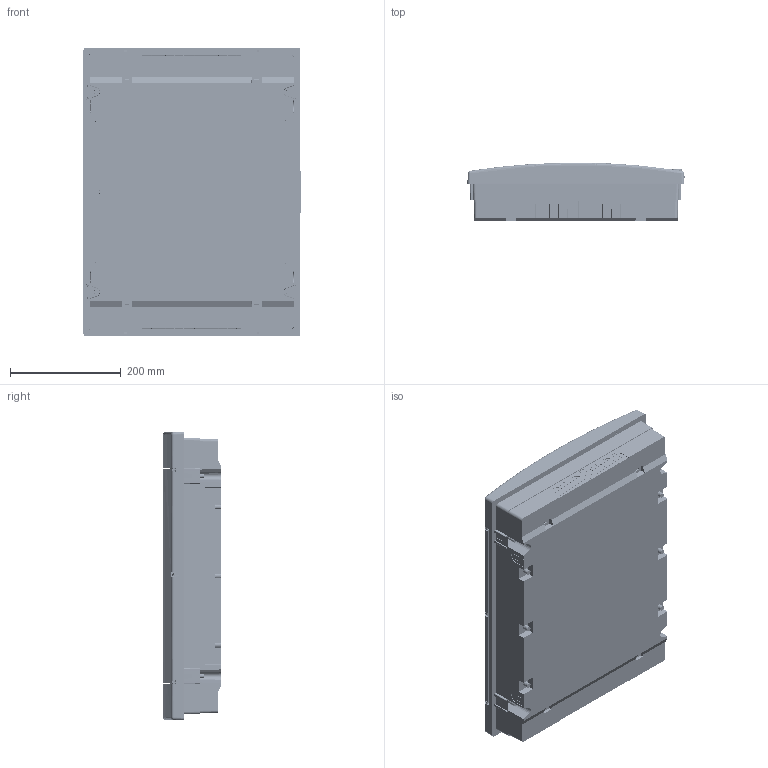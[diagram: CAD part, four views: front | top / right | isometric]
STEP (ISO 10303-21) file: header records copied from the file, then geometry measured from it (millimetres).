
FILE_DESCRIPTION((''),'2;1');
FILE_NAME('001101319_ECM_3X_18PO_MEDIA_MOD_ASM','2024-08-12T14:46:00',('klemen.sitar'),('Audax d.o.o.'),'CREO PARAMETRIC BY PTC INC, 2021304','CREO PARAMETRIC BY PTC INC, 2021304','');
FILE_SCHEMA(('AP242_MANAGED_MODEL_BASED_3D_ENGINEERING_MIM_LF { 1 0 10303 442 1 1 4 }'));
Products named in the file (24): FRONT_ECM_3X18_1; GNIAZDKO_PART_A_1; AS-C_4X10_1; AW-R_4_1; AN-H_4_1; GNIAZDKO_PART_B_1; AS-C_4X16_1; GNIAZDKO_ASM_1_ASM; SCREW_M4X8_1_1; SCREW_M4X16_1_2_1; ETI_LOGO_1_2_3_4_5_1_1; ETI_LOGO_1_2_3_4_5_2_1; ETI_LOGO_1_2_3_4_5_3_1; ETI_LOGO_1_2_3_4_5_ASM_1_ASM; ECM_3X18_PO_MEDIA_MOD_ASM_1_ASM; KUCISTE_U3X18C_1_1; VRATA__U3X18C__1_1; U3X18C_1_ASM_1_ASM_1_ASM; U3X18C_ASM_1_ASM_1_ASM; ECM_3X18_PO_ASM_1_ASM; 001101319_3DFILE_ASM_1_ASM; ASM0001_ASM_1_ASM; PM-PER_2X18_RJ_1; 001101319_ECM_3X_18PO_MEDIA_MOD_ASM
Assembly tree (34 placements, depth 7):
  001101319_ECM_3X_18PO_MEDIA_MOD_ASM
    ASM0001_ASM_1_ASM
      001101319_3DFILE_ASM_1_ASM
        ECM_3X18_PO_MEDIA_MOD_ASM_1_ASM
          FRONT_ECM_3X18_1
          GNIAZDKO_ASM_1_ASM
            GNIAZDKO_PART_A_1
            AS-C_4X10_1  x2
            AW-R_4_1  x2
            AN-H_4_1  x2
            GNIAZDKO_PART_B_1
            AS-C_4X16_1
          SCREW_M4X8_1_1  x6
          SCREW_M4X16_1_2_1  x4
          ETI_LOGO_1_2_3_4_5_ASM_1_ASM
            ETI_LOGO_1_2_3_4_5_1_1
            ETI_LOGO_1_2_3_4_5_2_1
            ETI_LOGO_1_2_3_4_5_3_1
        ECM_3X18_PO_ASM_1_ASM
          U3X18C_ASM_1_ASM_1_ASM
            U3X18C_1_ASM_1_ASM_1_ASM
              KUCISTE_U3X18C_1_1
              VRATA__U3X18C__1_1
    PM-PER_2X18_RJ_1
Bounding box: 392.64 x 105.8 x 521.96 mm (x, y, z)
Volume: 1577827.4 mm3; surface area: 1663516.9 mm2
Topology: 26 solids, 26 shells, 5849 faces, 17103 edges, 11333 vertices
Faces by surface type: cylinder 2795, plane 2667, cone 231, torus 110, bspline 30, sphere 14, extrusion 2
Entity records: 245526 total; most frequent: CARTESIAN_POINT 37173, DIRECTION 32921, ORIENTED_EDGE 32534, PRESENTATION_STYLE_ASSIGNMENT 16282, STYLED_ITEM 16282, CURVE_STYLE 16267, EDGE_CURVE 16267, AXIS2_PLACEMENT_3D 11714
